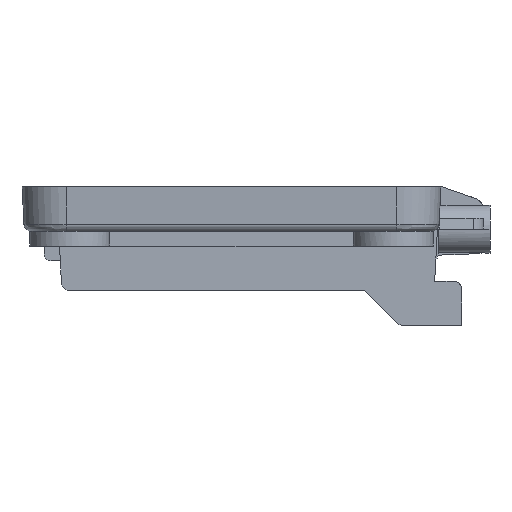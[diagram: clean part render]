
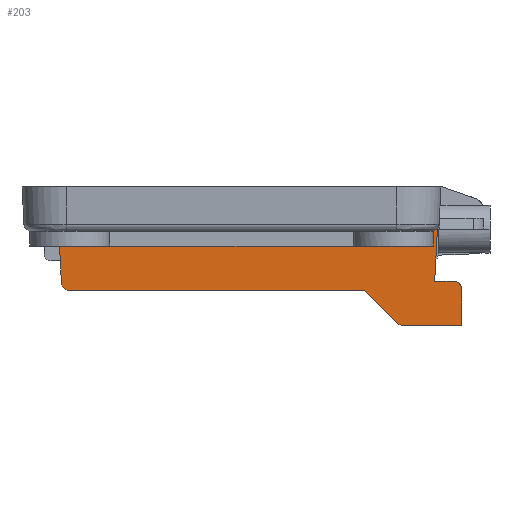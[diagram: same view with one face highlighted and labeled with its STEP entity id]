
A CAD part, left-side view. The second image highlights one B-rep face of the part: STEP entity #203.
In plain terms, the highlighted planar face has unit normal (-1, 0, 0).
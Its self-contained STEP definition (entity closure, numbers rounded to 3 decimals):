
#203=ADVANCED_FACE('',(#616),#7243,.T.);
#616=FACE_OUTER_BOUND('',#1052,.T.);
#1052=EDGE_LOOP('',(#2397,#2398,#2399,#2400,#2401,#2402,#2403,#2404,#2405,
#2406,#2407,#2408,#2409,#2410,#2411,#2412,#2413,#2414,#2415,#2416));
#2397=ORIENTED_EDGE('',*,*,#4236,.F.);
#2398=ORIENTED_EDGE('',*,*,#4249,.T.);
#2399=ORIENTED_EDGE('',*,*,#3655,.T.);
#2400=ORIENTED_EDGE('',*,*,#4357,.T.);
#2401=ORIENTED_EDGE('',*,*,#4359,.T.);
#2402=ORIENTED_EDGE('',*,*,#4248,.T.);
#2403=ORIENTED_EDGE('',*,*,#4385,.T.);
#2404=ORIENTED_EDGE('',*,*,#4387,.T.);
#2405=ORIENTED_EDGE('',*,*,#4247,.T.);
#2406=ORIENTED_EDGE('',*,*,#4246,.T.);
#2407=ORIENTED_EDGE('',*,*,#4400,.T.);
#2408=ORIENTED_EDGE('',*,*,#4245,.T.);
#2409=ORIENTED_EDGE('',*,*,#4279,.T.);
#2410=ORIENTED_EDGE('',*,*,#4219,.F.);
#2411=ORIENTED_EDGE('',*,*,#4244,.T.);
#2412=ORIENTED_EDGE('',*,*,#4239,.F.);
#2413=ORIENTED_EDGE('',*,*,#4230,.F.);
#2414=ORIENTED_EDGE('',*,*,#4243,.T.);
#2415=ORIENTED_EDGE('',*,*,#4242,.T.);
#2416=ORIENTED_EDGE('',*,*,#4241,.T.);
#3655=EDGE_CURVE('',#6250,#6251,#5369,.T.);
#4219=EDGE_CURVE('',#6730,#6729,#4871,.T.);
#4230=EDGE_CURVE('',#6736,#6735,#5868,.T.);
#4236=EDGE_CURVE('',#6746,#6745,#5874,.T.);
#4239=EDGE_CURVE('',#6735,#6758,#5877,.T.);
#4241=EDGE_CURVE('',#6759,#6745,#5879,.T.);
#4242=EDGE_CURVE('',#6760,#6759,#5880,.T.);
#4243=EDGE_CURVE('',#6736,#6760,#5881,.T.);
#4244=EDGE_CURVE('',#6730,#6758,#5882,.T.);
#4245=EDGE_CURVE('',#6762,#6761,#5883,.T.);
#4246=EDGE_CURVE('',#6764,#6763,#5884,.T.);
#4247=EDGE_CURVE('',#6765,#6764,#5885,.T.);
#4248=EDGE_CURVE('',#6768,#6767,#5886,.T.);
#4249=EDGE_CURVE('',#6746,#6250,#5887,.T.);
#4279=EDGE_CURVE('',#6761,#6729,#5909,.T.);
#4357=EDGE_CURVE('',#6251,#6769,#5981,.T.);
#4359=EDGE_CURVE('',#6769,#6768,#4890,.T.);
#4385=EDGE_CURVE('',#6767,#6766,#6004,.T.);
#4387=EDGE_CURVE('',#6766,#6765,#4895,.T.);
#4400=EDGE_CURVE('',#6763,#6762,#4896,.T.);
#4871=TRIMMED_CURVE($,#5149,(#13996),(#13997),.T.,.CARTESIAN.);
#4890=TRIMMED_CURVE($,#5168,(#14321),(#14322),.T.,.CARTESIAN.);
#4895=TRIMMED_CURVE($,#5173,(#14386),(#14387),.T.,.CARTESIAN.);
#4896=TRIMMED_CURVE($,#5174,(#14413),(#14414),.T.,.CARTESIAN.);
#5149=CIRCLE('',#7907,1.);
#5168=CIRCLE('',#7926,1.);
#5173=CIRCLE('',#7931,1.);
#5174=CIRCLE('',#7932,1.);
#5369=B_SPLINE_CURVE_WITH_KNOTS('',1,(#12633,#12634),.UNSPECIFIED.,.F.,
 .F.,(2,2),(0.,0.75),.UNSPECIFIED.);
#5868=B_SPLINE_CURVE_WITH_KNOTS('',1,(#14027,#14028),.UNSPECIFIED.,.F.,
 .F.,(2,2),(-1.5,0.),.UNSPECIFIED.);
#5874=B_SPLINE_CURVE_WITH_KNOTS('',1,(#14039,#14040),.UNSPECIFIED.,.F.,
 .F.,(2,2),(-1.5,0.),.UNSPECIFIED.);
#5877=B_SPLINE_CURVE_WITH_KNOTS('',1,(#14045,#14046),.UNSPECIFIED.,.F.,
 .F.,(2,2),(-2.,0.),.UNSPECIFIED.);
#5879=B_SPLINE_CURVE_WITH_KNOTS('',1,(#14049,#14050),.UNSPECIFIED.,.F.,
 .F.,(2,2),(-2.,0.),.UNSPECIFIED.);
#5880=B_SPLINE_CURVE_WITH_KNOTS('',1,(#14051,#14052),.UNSPECIFIED.,.F.,
 .F.,(2,2),(-42.5,0.),.UNSPECIFIED.);
#5881=B_SPLINE_CURVE_WITH_KNOTS('',1,(#14053,#14054),.UNSPECIFIED.,.F.,
 .F.,(2,2),(-2.,0.),.UNSPECIFIED.);
#5882=B_SPLINE_CURVE_WITH_KNOTS('',1,(#14055,#14056),.UNSPECIFIED.,.F.,
 .F.,(2,2),(-4.481,0.),.UNSPECIFIED.);
#5883=B_SPLINE_CURVE_WITH_KNOTS('',1,(#14057,#14058),.UNSPECIFIED.,.F.,
 .F.,(2,2),(-2.656,0.),.UNSPECIFIED.);
#5884=B_SPLINE_CURVE_WITH_KNOTS('',1,(#14059,#14060),.UNSPECIFIED.,.F.,
 .F.,(2,2),(-5.,0.),.UNSPECIFIED.);
#5885=B_SPLINE_CURVE_WITH_KNOTS('',1,(#14061,#14062),.UNSPECIFIED.,.F.,
 .F.,(2,2),(-7.986,0.),.UNSPECIFIED.);
#5886=B_SPLINE_CURVE_WITH_KNOTS('',1,(#14063,#14064),.UNSPECIFIED.,.F.,
 .F.,(2,2),(-40.232,0.),.UNSPECIFIED.);
#5887=B_SPLINE_CURVE_WITH_KNOTS('',1,(#14065,#14066),.UNSPECIFIED.,.F.,
 .F.,(2,2),(-2.,0.),.UNSPECIFIED.);
#5909=B_SPLINE_CURVE_WITH_KNOTS('',1,(#14149,#14150),.UNSPECIFIED.,.F.,
 .F.,(2,2),(0.,7.195),.UNSPECIFIED.);
#5981=B_SPLINE_CURVE_WITH_KNOTS('',1,(#14315,#14316),.UNSPECIFIED.,.F.,
 .F.,(2,2),(0.,7.062),.UNSPECIFIED.);
#6004=B_SPLINE_CURVE_WITH_KNOTS('',1,(#14380,#14381),.UNSPECIFIED.,.F.,
 .F.,(2,2),(0.,6.374),.UNSPECIFIED.);
#6250=VERTEX_POINT('',#11862);
#6251=VERTEX_POINT('',#11863);
#6729=VERTEX_POINT('',#12341);
#6730=VERTEX_POINT('',#12342);
#6735=VERTEX_POINT('',#12347);
#6736=VERTEX_POINT('',#12348);
#6745=VERTEX_POINT('',#12357);
#6746=VERTEX_POINT('',#12358);
#6758=VERTEX_POINT('',#12370);
#6759=VERTEX_POINT('',#12371);
#6760=VERTEX_POINT('',#12372);
#6761=VERTEX_POINT('',#12373);
#6762=VERTEX_POINT('',#12374);
#6763=VERTEX_POINT('',#12375);
#6764=VERTEX_POINT('',#12376);
#6765=VERTEX_POINT('',#12377);
#6766=VERTEX_POINT('',#12378);
#6767=VERTEX_POINT('',#12379);
#6768=VERTEX_POINT('',#12380);
#6769=VERTEX_POINT('',#12381);
#7243=PLANE('',#7618);
#7618=AXIS2_PLACEMENT_3D('',#9982,#8240,$);
#7907=AXIS2_PLACEMENT_3D($,#13995,#8601,#8602);
#7926=AXIS2_PLACEMENT_3D($,#14320,#8639,#8640);
#7931=AXIS2_PLACEMENT_3D($,#14385,#8649,#8650);
#7932=AXIS2_PLACEMENT_3D($,#14412,#8651,#8652);
#8240=DIRECTION('',(-1.,0.,0.));
#8601=DIRECTION('',(-1.,0.,0.));
#8602=DIRECTION('',(0.,0.,-1.));
#8639=DIRECTION('',(-1.,0.,0.));
#8640=DIRECTION('',(0.,0.999,-0.052));
#8649=DIRECTION('',(-1.,0.,0.));
#8650=DIRECTION('',(0.,0.707,-0.707));
#8651=DIRECTION('',(-1.,0.,0.));
#8652=DIRECTION('',(0.,-1.,0.));
#9982=CARTESIAN_POINT('',(-15.2,20.199,158.295));
#11862=CARTESIAN_POINT('',(-15.2,79.92,156.4));
#11863=CARTESIAN_POINT('',(-15.2,80.67,156.4));
#12341=CARTESIAN_POINT('',(-15.2,29.15,156.785));
#12342=CARTESIAN_POINT('',(-15.2,29.939,156.4));
#12347=CARTESIAN_POINT('',(-15.2,34.42,154.4));
#12348=CARTESIAN_POINT('',(-15.2,35.92,154.4));
#12357=CARTESIAN_POINT('',(-15.2,78.42,154.4));
#12358=CARTESIAN_POINT('',(-15.2,79.92,154.4));
#12370=CARTESIAN_POINT('',(-15.2,34.42,156.4));
#12371=CARTESIAN_POINT('',(-15.2,78.42,156.4));
#12372=CARTESIAN_POINT('',(-15.2,35.92,156.4));
#12373=CARTESIAN_POINT('',(-15.2,29.526,149.6));
#12374=CARTESIAN_POINT('',(-15.2,26.87,149.6));
#12375=CARTESIAN_POINT('',(-15.2,25.87,148.6));
#12376=CARTESIAN_POINT('',(-15.2,25.87,143.6));
#12377=CARTESIAN_POINT('',(-15.2,33.856,143.6));
#12378=CARTESIAN_POINT('',(-15.2,34.563,143.893));
#12379=CARTESIAN_POINT('',(-15.2,39.07,148.4));
#12380=CARTESIAN_POINT('',(-15.2,79.302,148.4));
#12381=CARTESIAN_POINT('',(-15.2,80.3,149.348));
#12633=CARTESIAN_POINT('',(-15.2,79.92,156.4));
#12634=CARTESIAN_POINT('',(-15.2,80.67,156.4));
#13995=CARTESIAN_POINT('',(-15.2,29.939,157.4));
#13996=CARTESIAN_POINT('',(-15.2,29.939,156.4));
#13997=CARTESIAN_POINT('',(-15.2,29.15,156.785));
#14027=CARTESIAN_POINT('',(-15.2,35.92,154.4));
#14028=CARTESIAN_POINT('',(-15.2,34.42,154.4));
#14039=CARTESIAN_POINT('',(-15.2,79.92,154.4));
#14040=CARTESIAN_POINT('',(-15.2,78.42,154.4));
#14045=CARTESIAN_POINT('',(-15.2,34.42,154.4));
#14046=CARTESIAN_POINT('',(-15.2,34.42,156.4));
#14049=CARTESIAN_POINT('',(-15.2,78.42,156.4));
#14050=CARTESIAN_POINT('',(-15.2,78.42,154.4));
#14051=CARTESIAN_POINT('',(-15.2,35.92,156.4));
#14052=CARTESIAN_POINT('',(-15.2,78.42,156.4));
#14053=CARTESIAN_POINT('',(-15.2,35.92,154.4));
#14054=CARTESIAN_POINT('',(-15.2,35.92,156.4));
#14055=CARTESIAN_POINT('',(-15.2,29.939,156.4));
#14056=CARTESIAN_POINT('',(-15.2,34.42,156.4));
#14057=CARTESIAN_POINT('',(-15.2,26.87,149.6));
#14058=CARTESIAN_POINT('',(-15.2,29.526,149.6));
#14059=CARTESIAN_POINT('',(-15.2,25.87,143.6));
#14060=CARTESIAN_POINT('',(-15.2,25.87,148.6));
#14061=CARTESIAN_POINT('',(-15.2,33.856,143.6));
#14062=CARTESIAN_POINT('',(-15.2,25.87,143.6));
#14063=CARTESIAN_POINT('',(-15.2,79.302,148.4));
#14064=CARTESIAN_POINT('',(-15.2,39.07,148.4));
#14065=CARTESIAN_POINT('',(-15.2,79.92,154.4));
#14066=CARTESIAN_POINT('',(-15.2,79.92,156.4));
#14149=CARTESIAN_POINT('',(-15.2,29.526,149.6));
#14150=CARTESIAN_POINT('',(-15.2,29.15,156.785));
#14315=CARTESIAN_POINT('',(-15.2,80.67,156.4));
#14316=CARTESIAN_POINT('',(-15.2,80.3,149.348));
#14320=CARTESIAN_POINT('',(-15.2,79.302,149.4));
#14321=CARTESIAN_POINT('',(-15.2,80.3,149.348));
#14322=CARTESIAN_POINT('',(-15.2,79.302,148.4));
#14380=CARTESIAN_POINT('',(-15.2,39.07,148.4));
#14381=CARTESIAN_POINT('',(-15.2,34.563,143.893));
#14385=CARTESIAN_POINT('',(-15.2,33.856,144.6));
#14386=CARTESIAN_POINT('',(-15.2,34.563,143.893));
#14387=CARTESIAN_POINT('',(-15.2,33.856,143.6));
#14412=CARTESIAN_POINT('',(-15.2,26.87,148.6));
#14413=CARTESIAN_POINT('',(-15.2,25.87,148.6));
#14414=CARTESIAN_POINT('',(-15.2,26.87,149.6));
